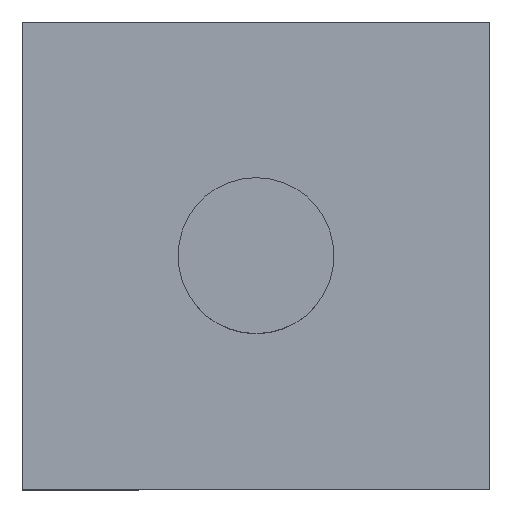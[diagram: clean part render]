
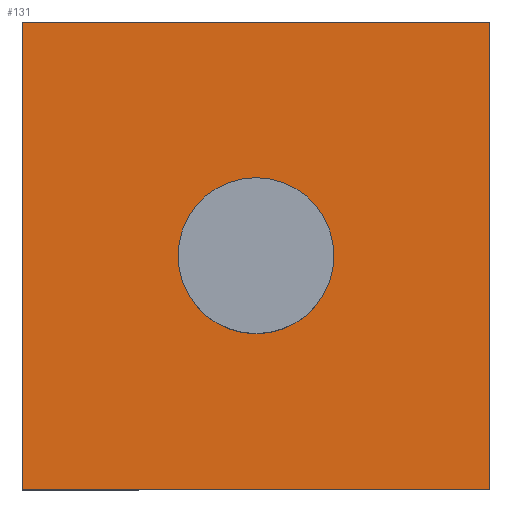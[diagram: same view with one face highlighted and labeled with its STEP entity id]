
A CAD part, top view. The second image highlights one B-rep face of the part: STEP entity #131.
In plain terms, the highlighted planar face has unit normal (0, 0, 1).
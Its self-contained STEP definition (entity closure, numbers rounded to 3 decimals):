
#15=FACE_BOUND('',#39,.T.);
#22=PLANE('',#161);
#30=FACE_OUTER_BOUND('',#38,.T.);
#38=EDGE_LOOP('',(#118,#119,#120,#121));
#39=EDGE_LOOP('',(#122));
#43=LINE('',#212,#56);
#46=LINE('',#218,#59);
#49=LINE('',#224,#62);
#52=LINE('',#228,#65);
#56=VECTOR('',#177,10.);
#59=VECTOR('',#182,10.);
#62=VECTOR('',#187,10.);
#65=VECTOR('',#192,10.);
#67=CIRCLE('',#154,5.);
#69=VERTEX_POINT('',#201);
#72=VERTEX_POINT('',#209);
#73=VERTEX_POINT('',#211);
#75=VERTEX_POINT('',#217);
#77=VERTEX_POINT('',#223);
#80=EDGE_CURVE('',#69,#69,#67,.T.);
#83=EDGE_CURVE('',#73,#72,#43,.T.);
#86=EDGE_CURVE('',#75,#73,#46,.T.);
#89=EDGE_CURVE('',#77,#75,#49,.T.);
#92=EDGE_CURVE('',#72,#77,#52,.T.);
#118=ORIENTED_EDGE('',*,*,#92,.T.);
#119=ORIENTED_EDGE('',*,*,#89,.T.);
#120=ORIENTED_EDGE('',*,*,#86,.T.);
#121=ORIENTED_EDGE('',*,*,#83,.T.);
#122=ORIENTED_EDGE('',*,*,#80,.T.);
#131=ADVANCED_FACE('',(#30,#15),#22,.T.);
#154=AXIS2_PLACEMENT_3D('',#203,#169,#170);
#161=AXIS2_PLACEMENT_3D('',#230,#195,#196);
#169=DIRECTION('center_axis',(0.,0.,-1.));
#170=DIRECTION('ref_axis',(-1.,0.,0.));
#177=DIRECTION('',(0.,1.,0.));
#182=DIRECTION('',(1.,0.,0.));
#187=DIRECTION('',(0.,-1.,0.));
#192=DIRECTION('',(-1.,0.,0.));
#195=DIRECTION('center_axis',(0.,0.,1.));
#196=DIRECTION('ref_axis',(1.,0.,0.));
#201=CARTESIAN_POINT('',(5.,15.,10.));
#203=CARTESIAN_POINT('Origin',(0.,15.,10.));
#209=CARTESIAN_POINT('',(15.,30.,10.));
#211=CARTESIAN_POINT('',(15.,0.,10.));
#212=CARTESIAN_POINT('',(15.,30.,10.));
#217=CARTESIAN_POINT('',(-15.,0.,10.));
#218=CARTESIAN_POINT('',(15.,0.,10.));
#223=CARTESIAN_POINT('',(-15.,30.,10.));
#224=CARTESIAN_POINT('',(-15.,0.,10.));
#228=CARTESIAN_POINT('',(-15.,30.,10.));
#230=CARTESIAN_POINT('Origin',(0.,15.,10.));
